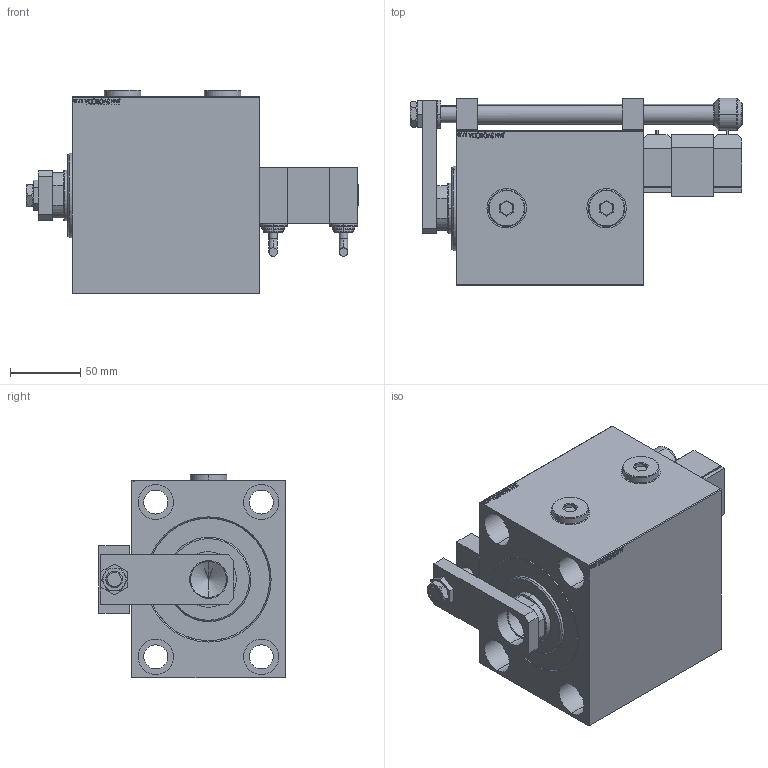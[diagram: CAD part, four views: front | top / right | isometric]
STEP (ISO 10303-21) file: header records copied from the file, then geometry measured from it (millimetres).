
FILE_DESCRIPTION (( 'STEP AP203' ), '1' );
FILE_NAME ('2103.STEP', '2024-02-11T14:39:26', ( '' ), ( '' ), 'SwSTEP 2.0', 'SolidWorks 2019', '' );
FILE_SCHEMA (( 'CONFIG_CONTROL_DESIGN' ));
Length unit declared in the file: millimetre
Products named in the file (14): 2103; ZARAZKA_P 294ee46b49c79f4eafc4dffe3f158ca5; Zatka_OIL_PORT 294ee46b49c79f4eafc4dffe3f158ca5; NUT_D19_P 294ee46b49c79f4eafc4dffe3f158ca5; SWITCH DIM W_B 294ee46b49c79f4eafc4dffe3f158ca5; TYC_P 294ee46b49c79f4eafc4dffe3f158ca5; V450CM_C_VCP 294ee46b49c79f4eafc4dffe3f158ca5; MIDDLE 294ee46b49c79f4eafc4dffe3f158ca5; V450CM_C_Body 294ee46b49c79f4eafc4dffe3f158ca5; NUT_D16 294ee46b49c79f4eafc4dffe3f158ca5; SWITCH P 294ee46b49c79f4eafc4dffe3f158ca5; V450CM_VC_B 294ee46b49c79f4eafc4dffe3f158ca5; KROUZEK_PRO_TYC 294ee46b49c79f4eafc4dffe3f158ca5; SWITCH_P_FRONT_BACK 294ee46b49c79f4eafc4dffe3f158ca5
Assembly tree (16 placements, depth 2):
  2103
    V450CM_C_Body 294ee46b49c79f4eafc4dffe3f158ca5
    V450CM_C_VCP 294ee46b49c79f4eafc4dffe3f158ca5
    V450CM_VC_B 294ee46b49c79f4eafc4dffe3f158ca5
    SWITCH DIM W_B 294ee46b49c79f4eafc4dffe3f158ca5
    SWITCH P 294ee46b49c79f4eafc4dffe3f158ca5  x2
    SWITCH_P_FRONT_BACK 294ee46b49c79f4eafc4dffe3f158ca5  x2
    TYC_P 294ee46b49c79f4eafc4dffe3f158ca5
    ZARAZKA_P 294ee46b49c79f4eafc4dffe3f158ca5
    KROUZEK_PRO_TYC 294ee46b49c79f4eafc4dffe3f158ca5
    MIDDLE 294ee46b49c79f4eafc4dffe3f158ca5
    NUT_D16 294ee46b49c79f4eafc4dffe3f158ca5
    NUT_D19_P 294ee46b49c79f4eafc4dffe3f158ca5
    Zatka_OIL_PORT 294ee46b49c79f4eafc4dffe3f158ca5  x2
Bounding box: 236 x 133.5 x 144.9 mm (x, y, z)
Volume: 1923768.7 mm3; surface area: 269861.3 mm2
Topology: 16 solids, 16 shells, 1144 faces, 2840 edges, 1860 vertices
Faces by surface type: plane 555, bspline 380, cylinder 136, cone 41, torus 32
Entity records: 51011 total; most frequent: CARTESIAN_POINT 26418, ORIENTED_EDGE 5300, DIRECTION 3561, EDGE_CURVE 2650, VERTEX_POINT 1740, VECTOR 1531, LINE 1531, EDGE_LOOP 1222
